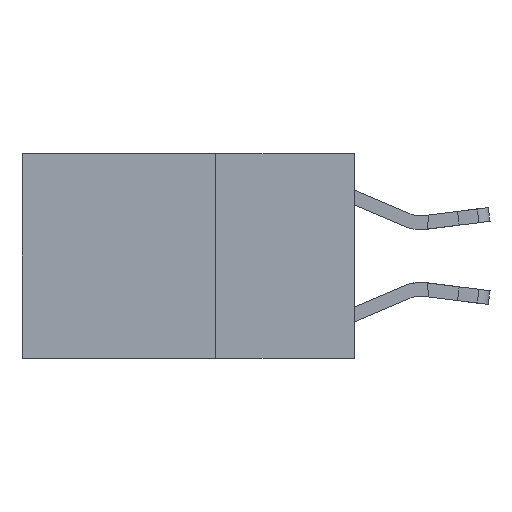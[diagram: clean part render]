
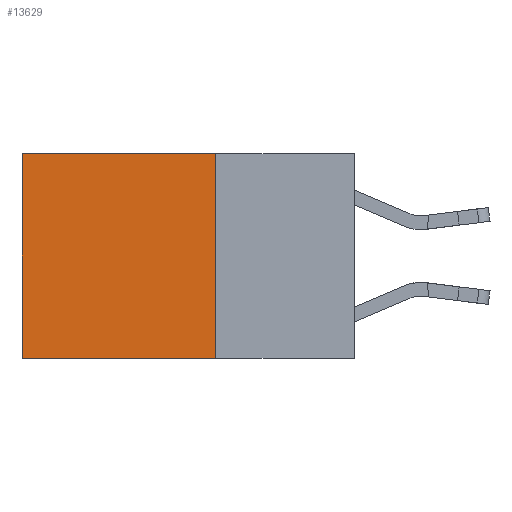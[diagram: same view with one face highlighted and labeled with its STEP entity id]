
A CAD part, left-side view. The second image highlights one B-rep face of the part: STEP entity #13629.
In plain terms, the highlighted planar face has unit normal (-1, 0, 0).
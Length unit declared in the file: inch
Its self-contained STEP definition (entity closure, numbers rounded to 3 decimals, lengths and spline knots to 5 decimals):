
#753 = DIRECTION ( 'NONE',  ( 0., 0., -1. ) ) ;
#920 = VERTEX_POINT ( 'NONE', #5656 ) ;
#1010 = FACE_OUTER_BOUND ( 'NONE', #12509, .T. ) ;
#2188 = CARTESIAN_POINT ( 'NONE',  ( 0.2625, 0.6, 0. ) ) ;
#2388 = ORIENTED_EDGE ( 'NONE', *, *, #2837, .T. ) ;
#2837 = EDGE_CURVE ( 'NONE', #4730, #6405, #10094, .T. ) ;
#4730 = VERTEX_POINT ( 'NONE', #15300 ) ;
#4751 = VECTOR ( 'NONE', #22023, 39.37008 ) ;
#5656 = CARTESIAN_POINT ( 'NONE',  ( 0.2625, 0.6, -0.37 ) ) ;
#5841 = DIRECTION ( 'NONE',  ( 0., 1., 0. ) ) ;
#5975 = CARTESIAN_POINT ( 'NONE',  ( 0.2625, 0.25, -0.37 ) ) ;
#6405 = VERTEX_POINT ( 'NONE', #2188 ) ;
#7989 = EDGE_CURVE ( 'NONE', #11120, #920, #10041, .T. ) ;
#8189 = ORIENTED_EDGE ( 'NONE', *, *, #14275, .F. ) ;
#9273 = DIRECTION ( 'NONE',  ( 1., 0., 0. ) ) ;
#9667 = DIRECTION ( 'NONE',  ( 0., 0., -1. ) ) ;
#10041 = LINE ( 'NONE', #5975, #12797 ) ;
#10094 = LINE ( 'NONE', #15576, #24056 ) ;
#11120 = VERTEX_POINT ( 'NONE', #21364 ) ;
#11919 = DIRECTION ( 'NONE',  ( 0., 1., 0. ) ) ;
#12509 = EDGE_LOOP ( 'NONE', ( #17236, #16851, #8189, #2388 ) ) ;
#12797 = VECTOR ( 'NONE', #5841, 39.37008 ) ;
#13629 = ADVANCED_FACE ( 'NONE', ( #1010 ), #21044, .F. ) ;
#14275 = EDGE_CURVE ( 'NONE', #4730, #11120, #23600, .T. ) ;
#15300 = CARTESIAN_POINT ( 'NONE',  ( 0.2625, 0.25, 0. ) ) ;
#15576 = CARTESIAN_POINT ( 'NONE',  ( 0.2625, 0.25, 0. ) ) ;
#15994 = AXIS2_PLACEMENT_3D ( 'NONE', #18705, #9273, #753 ) ;
#16580 = EDGE_CURVE ( 'NONE', #6405, #920, #18041, .T. ) ;
#16851 = ORIENTED_EDGE ( 'NONE', *, *, #7989, .F. ) ;
#17236 = ORIENTED_EDGE ( 'NONE', *, *, #16580, .T. ) ;
#18041 = LINE ( 'NONE', #19615, #20300 ) ;
#18705 = CARTESIAN_POINT ( 'NONE',  ( 0.2625, 0.25, 0. ) ) ;
#19615 = CARTESIAN_POINT ( 'NONE',  ( 0.2625, 0.6, 0. ) ) ;
#19796 = CARTESIAN_POINT ( 'NONE',  ( 0.2625, 0.25, 0. ) ) ;
#20300 = VECTOR ( 'NONE', #9667, 39.37008 ) ;
#21044 = PLANE ( 'NONE',  #15994 ) ;
#21364 = CARTESIAN_POINT ( 'NONE',  ( 0.2625, 0.25, -0.37 ) ) ;
#22023 = DIRECTION ( 'NONE',  ( 0., 0., -1. ) ) ;
#23600 = LINE ( 'NONE', #19796, #4751 ) ;
#24056 = VECTOR ( 'NONE', #11919, 39.37008 ) ;
